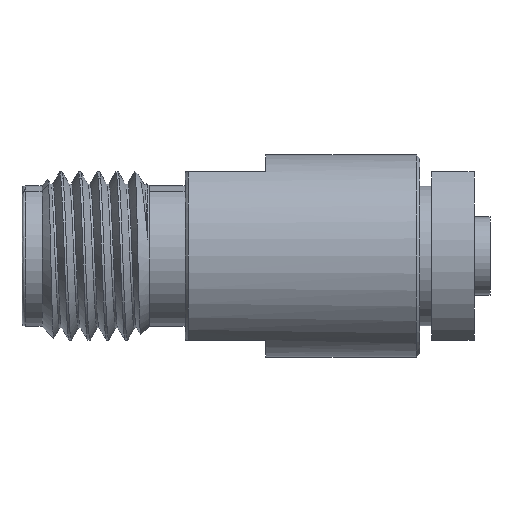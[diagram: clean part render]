
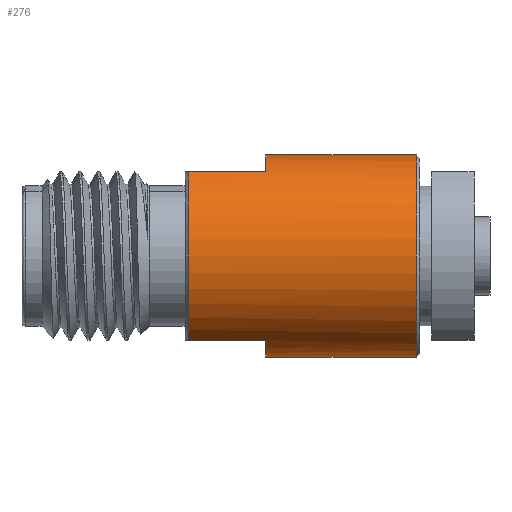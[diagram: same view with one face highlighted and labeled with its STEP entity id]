
A CAD part, front view. The second image highlights one B-rep face of the part: STEP entity #276.
In plain terms, the highlighted cylindrical face has radius 3.815 mm (diameter 7.63 mm), a partial arc.
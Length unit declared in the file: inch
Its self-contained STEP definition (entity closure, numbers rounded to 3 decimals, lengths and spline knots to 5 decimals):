
#3 = CARTESIAN_POINT ( 'NONE',  ( 0.24723, -0.08329, -0.125 ) ) ;
#28 = ORIENTED_EDGE ( 'NONE', *, *, #2370, .F. ) ;
#48 = CARTESIAN_POINT ( 'NONE',  ( 0.58567, 0., 0. ) ) ;
#88 = CARTESIAN_POINT ( 'NONE',  ( 0.36223, 0., -0.15021 ) ) ;
#144 = VERTEX_POINT ( 'NONE', #3207 ) ;
#178 = CARTESIAN_POINT ( 'NONE',  ( 0.5538, 0., -0.15021 ) ) ;
#239 = DIRECTION ( 'NONE',  ( 0., 0., -1. ) ) ;
#276 = ADVANCED_FACE ( 'NONE', ( #515 ), #1161, .T. ) ;
#346 = DIRECTION ( 'NONE',  ( 1., 0., 0. ) ) ;
#384 = CIRCLE ( 'NONE', #2643, 0.15021 ) ;
#394 = ORIENTED_EDGE ( 'NONE', *, *, #652, .T. ) ;
#488 = EDGE_CURVE ( 'NONE', #1904, #2863, #3232, .T. ) ;
#490 = VERTEX_POINT ( 'NONE', #3 ) ;
#505 = DIRECTION ( 'NONE',  ( 1., 0., 0. ) ) ;
#515 = FACE_OUTER_BOUND ( 'NONE', #2365, .T. ) ;
#528 = LINE ( 'NONE', #2005, #2194 ) ;
#538 = AXIS2_PLACEMENT_3D ( 'NONE', #1178, #1736, #3106 ) ;
#539 = ORIENTED_EDGE ( 'NONE', *, *, #800, .T. ) ;
#540 = CARTESIAN_POINT ( 'NONE',  ( 0.36223, -0.08329, 0.125 ) ) ;
#546 = CARTESIAN_POINT ( 'NONE',  ( 0.36223, -0.08329, -0.125 ) ) ;
#652 = EDGE_CURVE ( 'NONE', #3235, #2281, #1690, .T. ) ;
#693 = VECTOR ( 'NONE', #945, 39.37008 ) ;
#713 = DIRECTION ( 'NONE',  ( 1., 0., 0. ) ) ;
#800 = EDGE_CURVE ( 'NONE', #3121, #144, #384, .T. ) ;
#894 = DIRECTION ( 'NONE',  ( 1., 0., 0. ) ) ;
#933 = VECTOR ( 'NONE', #3165, 39.37008 ) ;
#945 = DIRECTION ( 'NONE',  ( 1., 0., 0. ) ) ;
#983 = CARTESIAN_POINT ( 'NONE',  ( 0.5538, 0., 0.15021 ) ) ;
#1107 = EDGE_CURVE ( 'NONE', #490, #1904, #528, .T. ) ;
#1161 = CYLINDRICAL_SURFACE ( 'NONE', #3127, 0.15021 ) ;
#1178 = CARTESIAN_POINT ( 'NONE',  ( 0.36223, 0., 0. ) ) ;
#1259 = CARTESIAN_POINT ( 'NONE',  ( 0.24723, 0., 0. ) ) ;
#1376 = CARTESIAN_POINT ( 'NONE',  ( 0.36223, 0., 0.15021 ) ) ;
#1527 = LINE ( 'NONE', #983, #693 ) ;
#1668 = DIRECTION ( 'NONE',  ( -1., 0., 0. ) ) ;
#1690 = LINE ( 'NONE', #1792, #933 ) ;
#1736 = DIRECTION ( 'NONE',  ( 1., 0., 0. ) ) ;
#1782 = DIRECTION ( 'NONE',  ( 0., 0., 1. ) ) ;
#1792 = CARTESIAN_POINT ( 'NONE',  ( 0.5538, -0.08329, 0.125 ) ) ;
#1832 = CARTESIAN_POINT ( 'NONE',  ( 0.24723, -0.08329, 0.125 ) ) ;
#1884 = CIRCLE ( 'NONE', #2560, 0.15021 ) ;
#1904 = VERTEX_POINT ( 'NONE', #546 ) ;
#2005 = CARTESIAN_POINT ( 'NONE',  ( 0.5538, -0.08329, -0.125 ) ) ;
#2047 = AXIS2_PLACEMENT_3D ( 'NONE', #1259, #713, #3454 ) ;
#2092 = DIRECTION ( 'NONE',  ( 1., 0., 0. ) ) ;
#2181 = CARTESIAN_POINT ( 'NONE',  ( 0.5538, 0., 0. ) ) ;
#2194 = VECTOR ( 'NONE', #346, 39.37008 ) ;
#2203 = ORIENTED_EDGE ( 'NONE', *, *, #2264, .T. ) ;
#2264 = EDGE_CURVE ( 'NONE', #2281, #490, #2721, .T. ) ;
#2281 = VERTEX_POINT ( 'NONE', #1832 ) ;
#2311 = VECTOR ( 'NONE', #2092, 39.37008 ) ;
#2365 = EDGE_LOOP ( 'NONE', ( #28, #3553, #394, #2203, #2631, #3337, #3278, #539 ) ) ;
#2370 = EDGE_CURVE ( 'NONE', #3296, #144, #1527, .T. ) ;
#2386 = LINE ( 'NONE', #178, #2311 ) ;
#2560 = AXIS2_PLACEMENT_3D ( 'NONE', #2609, #894, #1782 ) ;
#2609 = CARTESIAN_POINT ( 'NONE',  ( 0.36223, 0., 0. ) ) ;
#2631 = ORIENTED_EDGE ( 'NONE', *, *, #1107, .T. ) ;
#2643 = AXIS2_PLACEMENT_3D ( 'NONE', #48, #1668, #3070 ) ;
#2721 = CIRCLE ( 'NONE', #2047, 0.15021 ) ;
#2788 = EDGE_CURVE ( 'NONE', #3296, #3235, #1884, .T. ) ;
#2863 = VERTEX_POINT ( 'NONE', #88 ) ;
#2979 = EDGE_CURVE ( 'NONE', #2863, #3121, #2386, .T. ) ;
#3070 = DIRECTION ( 'NONE',  ( 0., 0., -1. ) ) ;
#3106 = DIRECTION ( 'NONE',  ( 0., 0., 1. ) ) ;
#3121 = VERTEX_POINT ( 'NONE', #3534 ) ;
#3127 = AXIS2_PLACEMENT_3D ( 'NONE', #2181, #505, #239 ) ;
#3165 = DIRECTION ( 'NONE',  ( -1., 0., 0. ) ) ;
#3207 = CARTESIAN_POINT ( 'NONE',  ( 0.58567, 0., 0.15021 ) ) ;
#3232 = CIRCLE ( 'NONE', #538, 0.15021 ) ;
#3235 = VERTEX_POINT ( 'NONE', #540 ) ;
#3278 = ORIENTED_EDGE ( 'NONE', *, *, #2979, .T. ) ;
#3296 = VERTEX_POINT ( 'NONE', #1376 ) ;
#3337 = ORIENTED_EDGE ( 'NONE', *, *, #488, .T. ) ;
#3454 = DIRECTION ( 'NONE',  ( 0., 0., 1. ) ) ;
#3534 = CARTESIAN_POINT ( 'NONE',  ( 0.58567, 0., -0.15021 ) ) ;
#3553 = ORIENTED_EDGE ( 'NONE', *, *, #2788, .T. ) ;
